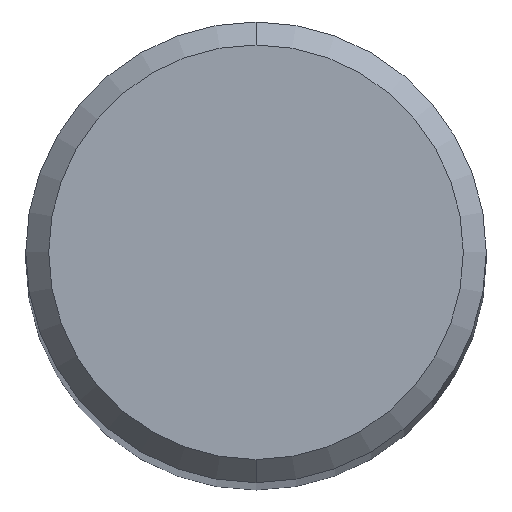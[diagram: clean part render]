
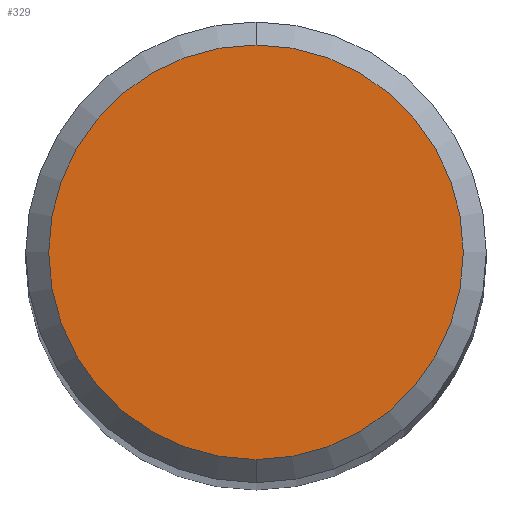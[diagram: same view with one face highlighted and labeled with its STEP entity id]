
A CAD part, top view. The second image highlights one B-rep face of the part: STEP entity #329.
In plain terms, the highlighted planar face has unit normal (0, 0, 1).
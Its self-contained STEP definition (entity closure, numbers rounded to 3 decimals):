
#161=EDGE_CURVE('',#375,#251,#436,.T.);
#197=EDGE_CURVE('',#251,#375,#476,.T.);
#251=VERTEX_POINT('',#537);
#329=ADVANCED_FACE('',(#624),#625,.T.);
#375=VERTEX_POINT('',#673);
#436=CIRCLE('',#730,4.5);
#476=CIRCLE('',#807,4.5);
#537=CARTESIAN_POINT('',(0.,-4.5,0.0));
#624=FACE_OUTER_BOUND('',#1167,.T.);
#625=PLANE('',#1168);
#673=CARTESIAN_POINT('',(0.0,4.5,0.0));
#730=AXIS2_PLACEMENT_3D('',#1347,#1348,#1349);
#807=AXIS2_PLACEMENT_3D('',#1392,#1393,#1394);
#1167=EDGE_LOOP('',(#1587,#1588));
#1168=AXIS2_PLACEMENT_3D('',#1589,#1590,#1591);
#1347=CARTESIAN_POINT('',(0.0,0.0,0.0));
#1348=DIRECTION('',(0.0,0.0,-1.0));
#1349=DIRECTION('',(0.0,1.0,0.0));
#1392=CARTESIAN_POINT('',(0.0,0.0,0.0));
#1393=DIRECTION('',(0.0,0.0,-1.0));
#1394=DIRECTION('',(0.0,1.0,0.0));
#1587=ORIENTED_EDGE('',*,*,#161,.F.);
#1588=ORIENTED_EDGE('',*,*,#197,.F.);
#1589=CARTESIAN_POINT('',(0.0,2.25,0.0));
#1590=DIRECTION('',(-0.0,0.0,1.0));
#1591=DIRECTION('',(0.0,-1.0,0.0));
